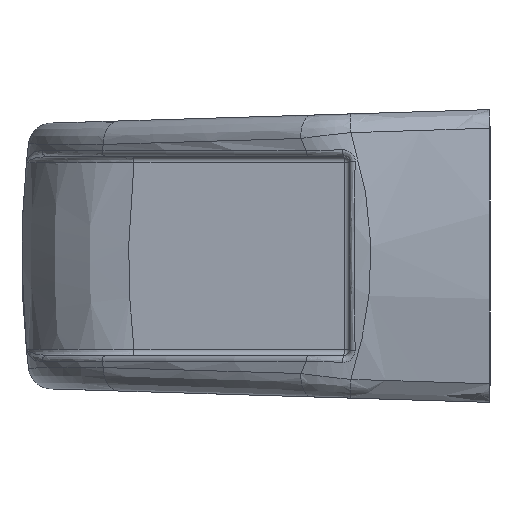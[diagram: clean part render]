
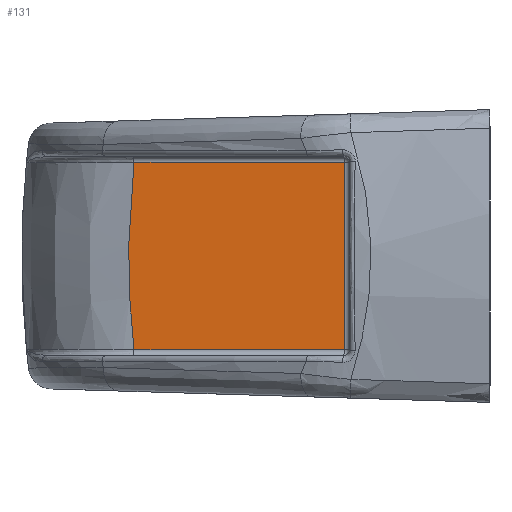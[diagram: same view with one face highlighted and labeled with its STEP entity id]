
A CAD part, left-side view. The second image highlights one B-rep face of the part: STEP entity #131.
In plain terms, the highlighted planar face has unit normal (-0.996, 0.087, 0).
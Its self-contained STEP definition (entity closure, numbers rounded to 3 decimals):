
#131 = ADVANCED_FACE( '', ( #368 ), #369, .F. );
#368 = FACE_OUTER_BOUND( '', #3991, .T. );
#369 = PLANE( '', #3992 );
#3991 = EDGE_LOOP( '', ( #6405, #6406, #6407, #6408 ) );
#3992 = AXIS2_PLACEMENT_3D( '', #6409, #6410, #6411 );
#6405 = ORIENTED_EDGE( '', *, *, #7385, .T. );
#6406 = ORIENTED_EDGE( '', *, *, #7388, .T. );
#6407 = ORIENTED_EDGE( '', *, *, #7389, .T. );
#6408 = ORIENTED_EDGE( '', *, *, #7390, .T. );
#6409 = CARTESIAN_POINT( '', ( -52.5, 12., -8.5 ) );
#6410 = DIRECTION( '', ( 0.996, -0.087, 0. ) );
#6411 = DIRECTION( '', ( -0.087, -0.996, 0. ) );
#7385 = EDGE_CURVE( '', #7894, #7892, #7895, .T. );
#7388 = EDGE_CURVE( '', #7892, #7899, #7900, .F. );
#7389 = EDGE_CURVE( '', #7899, #7901, #7902, .T. );
#7390 = EDGE_CURVE( '', #7901, #7894, #7903, .T. );
#7892 = VERTEX_POINT( '', #10628 );
#7894 = VERTEX_POINT( '', #10685 );
#7895 = B_SPLINE_CURVE_WITH_KNOTS( '', 3, ( #10686, #10687, #10688, #10689, #10690, #10691, #10692, #10693, #10694, #10695, #10696, #10697, #10698, #10699, #10700, #10701, #10702 ), .UNSPECIFIED., .F., .F., ( 4, 1, 2, 2, 1, 2, 2, 1, 1, 1, 4 ), ( 0.001, 0.002, 0.002, 0.003, 0.005, 0.007, 0.009, 0.011, 0.013, 0.015, 0.017 ), .UNSPECIFIED. );
#7899 = VERTEX_POINT( '', #10760 );
#7900 = LINE( '', #10761, #10762 );
#7901 = VERTEX_POINT( '', #10763 );
#7902 = LINE( '', #10764, #10765 );
#7903 = LINE( '', #10766, #10767 );
#10628 = CARTESIAN_POINT( '', ( -50.89, 30.402, -8. ) );
#10685 = CARTESIAN_POINT( '', ( -50.89, 30.402, 8. ) );
#10686 = CARTESIAN_POINT( '', ( -50.89, 30.402, 8. ) );
#10687 = CARTESIAN_POINT( '', ( -50.887, 30.44, 7.668 ) );
#10688 = CARTESIAN_POINT( '', ( -50.882, 30.494, 7.169 ) );
#10689 = CARTESIAN_POINT( '', ( -50.878, 30.542, 6.67 ) );
#10690 = CARTESIAN_POINT( '', ( -50.875, 30.573, 6.337 ) );
#10691 = CARTESIAN_POINT( '', ( -50.874, 30.588, 6.171 ) );
#10692 = CARTESIAN_POINT( '', ( -50.868, 30.659, 5.338 ) );
#10693 = CARTESIAN_POINT( '', ( -50.859, 30.754, 4.005 ) );
#10694 = CARTESIAN_POINT( '', ( -50.854, 30.81, 2.67 ) );
#10695 = CARTESIAN_POINT( '', ( -50.851, 30.847, 1.334 ) );
#10696 = CARTESIAN_POINT( '', ( -50.85, 30.856, 0.666 ) );
#10697 = CARTESIAN_POINT( '', ( -50.85, 30.856, -0.672 ) );
#10698 = CARTESIAN_POINT( '', ( -50.852, 30.838, -2.008 ) );
#10699 = CARTESIAN_POINT( '', ( -50.859, 30.753, -4.009 ) );
#10700 = CARTESIAN_POINT( '', ( -50.872, 30.612, -6.007 ) );
#10701 = CARTESIAN_POINT( '', ( -50.883, 30.478, -7.336 ) );
#10702 = CARTESIAN_POINT( '', ( -50.89, 30.402, -8. ) );
#10760 = CARTESIAN_POINT( '', ( -52.46, 12.456, -8. ) );
#10761 = CARTESIAN_POINT( '', ( -52.5, 12., -8. ) );
#10762 = VECTOR( '', #11784, 1000. );
#10763 = CARTESIAN_POINT( '', ( -52.46, 12.456, 8. ) );
#10764 = CARTESIAN_POINT( '', ( -52.46, 12.456, 8.5 ) );
#10765 = VECTOR( '', #11785, 1000. );
#10766 = CARTESIAN_POINT( '', ( -50.895, 30.342, 8. ) );
#10767 = VECTOR( '', #11786, 1000. );
#11784 = DIRECTION( '', ( 0.087, 0.996, 0. ) );
#11785 = DIRECTION( '', ( 0., 0., 1. ) );
#11786 = DIRECTION( '', ( 0.087, 0.996, 0. ) );
